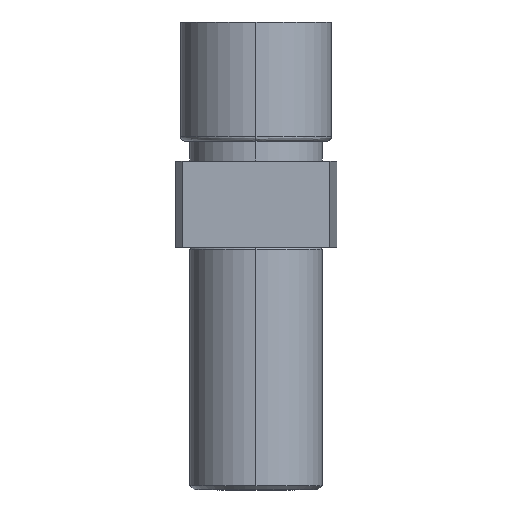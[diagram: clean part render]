
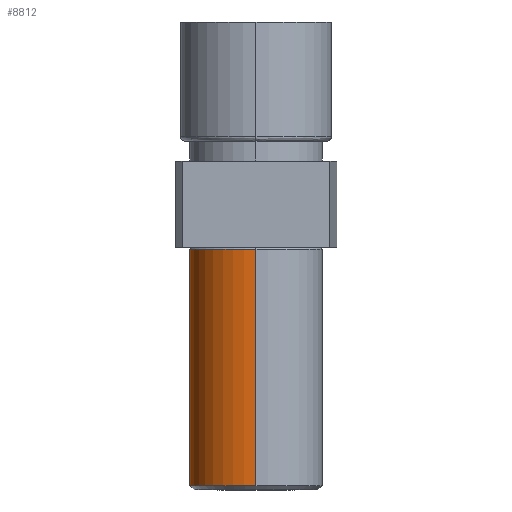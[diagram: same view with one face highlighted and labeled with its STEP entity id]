
A CAD part, left-side view. The second image highlights one B-rep face of the part: STEP entity #8812.
In plain terms, the highlighted cylindrical face has radius 3 mm (diameter 6 mm), a partial arc.
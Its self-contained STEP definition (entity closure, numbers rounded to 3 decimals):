
#120 = CARTESIAN_POINT ( 'NONE',  ( -60.062, 0., -4.8 ) ) ;
#126 = FACE_OUTER_BOUND ( 'NONE', #1211, .T. ) ;
#128 = CYLINDRICAL_SURFACE ( 'NONE', #4068, 3. ) ;
#138 = DIRECTION ( 'NONE',  ( 0., 0., -1. ) ) ;
#143 = DIRECTION ( 'NONE',  ( -1., 0., 0. ) ) ;
#1211 = EDGE_LOOP ( 'NONE', ( #1695, #1697, #1649, #1635, #1653 ) ) ;
#1635 = ORIENTED_EDGE ( 'NONE', *, *, #8362, .T. ) ;
#1649 = ORIENTED_EDGE ( 'NONE', *, *, #8261, .T. ) ;
#1653 = ORIENTED_EDGE ( 'NONE', *, *, #8296, .F. ) ;
#1695 = ORIENTED_EDGE ( 'NONE', *, *, #9344, .F. ) ;
#1697 = ORIENTED_EDGE ( 'NONE', *, *, #8298, .T. ) ;
#3299 = CIRCLE ( 'NONE', #3300, 3. ) ;
#3300 = AXIS2_PLACEMENT_3D ( 'NONE', #5326, #5339, #5349 ) ;
#3331 = VECTOR ( 'NONE', #8246, 1000. ) ;
#3362 = VECTOR ( 'NONE', #8240, 1000. ) ;
#3444 = CIRCLE ( 'NONE', #3453, 3. ) ;
#3453 = AXIS2_PLACEMENT_3D ( 'NONE', #7211, #7203, #7192 ) ;
#4068 = AXIS2_PLACEMENT_3D ( 'NONE', #120, #138, #143 ) ;
#5146 = CARTESIAN_POINT ( 'NONE',  ( -60.062, 3., -15.6 ) ) ;
#5158 = CARTESIAN_POINT ( 'NONE',  ( -57.062, 0., -15.6 ) ) ;
#5175 = CARTESIAN_POINT ( 'NONE',  ( -63.062, 0., -4.9 ) ) ;
#5179 = CARTESIAN_POINT ( 'NONE',  ( -63.062, 0., -15.6 ) ) ;
#5198 = CARTESIAN_POINT ( 'NONE',  ( -57.062, 0., -4.9 ) ) ;
#5326 = CARTESIAN_POINT ( 'NONE',  ( -60.062, 0., -15.6 ) ) ;
#5339 = DIRECTION ( 'NONE',  ( 0., 0., 1. ) ) ;
#5349 = DIRECTION ( 'NONE',  ( -1., 0., 0. ) ) ;
#6877 = VERTEX_POINT ( 'NONE', #5158 ) ;
#6893 = VERTEX_POINT ( 'NONE', #5175 ) ;
#6903 = VERTEX_POINT ( 'NONE', #5146 ) ;
#6908 = VERTEX_POINT ( 'NONE', #5179 ) ;
#6911 = VERTEX_POINT ( 'NONE', #5198 ) ;
#7192 = DIRECTION ( 'NONE',  ( -1., 0., 0. ) ) ;
#7203 = DIRECTION ( 'NONE',  ( 0., 0., 1. ) ) ;
#7211 = CARTESIAN_POINT ( 'NONE',  ( -60.062, 0., -15.6 ) ) ;
#7900 = AXIS2_PLACEMENT_3D ( 'NONE', #9591, #9577, #9584 ) ;
#7944 = CIRCLE ( 'NONE', #7900, 3. ) ;
#8220 = CARTESIAN_POINT ( 'NONE',  ( -57.062, 0., -4.8 ) ) ;
#8228 = LINE ( 'NONE', #8220, #3331 ) ;
#8240 = DIRECTION ( 'NONE',  ( 0., 0., -1. ) ) ;
#8241 = CARTESIAN_POINT ( 'NONE',  ( -63.062, 0., -4.8 ) ) ;
#8243 = LINE ( 'NONE', #8241, #3362 ) ;
#8246 = DIRECTION ( 'NONE',  ( 0., 0., -1. ) ) ;
#8261 = EDGE_CURVE ( 'NONE', #6877, #6903, #3299, .T. ) ;
#8296 = EDGE_CURVE ( 'NONE', #6893, #6908, #8243, .T. ) ;
#8298 = EDGE_CURVE ( 'NONE', #6911, #6877, #8228, .T. ) ;
#8362 = EDGE_CURVE ( 'NONE', #6903, #6908, #3444, .T. ) ;
#8812 = ADVANCED_FACE ( 'NONE', ( #126 ), #128, .T. ) ;
#9344 = EDGE_CURVE ( 'NONE', #6911, #6893, #7944, .T. ) ;
#9577 = DIRECTION ( 'NONE',  ( 0., 0., 1. ) ) ;
#9584 = DIRECTION ( 'NONE',  ( -1., 0., 0. ) ) ;
#9591 = CARTESIAN_POINT ( 'NONE',  ( -60.062, 0., -4.9 ) ) ;
